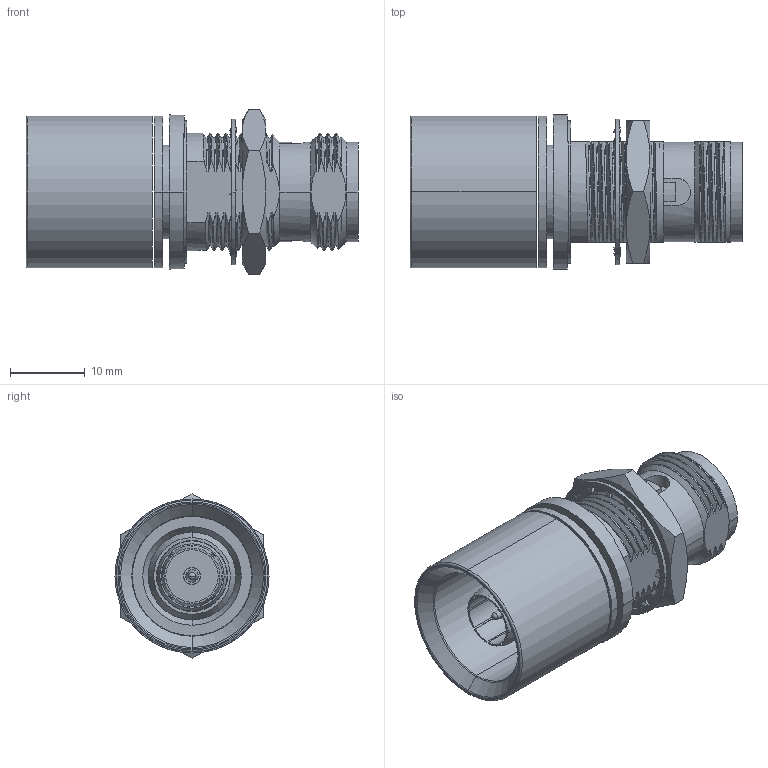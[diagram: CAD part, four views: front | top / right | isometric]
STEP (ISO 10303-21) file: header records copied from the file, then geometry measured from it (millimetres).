
FILE_DESCRIPTION((''),'2;1');
FILE_NAME('82-6296','2016-04-15T',('Rajagopal'),(''),'PRO/ENGINEER BY PARAMETRIC TECHNOLOGY CORPORATION, 2014440','PRO/ENGINEER BY PARAMETRIC TECHNOLOGY CORPORATION, 2014440','');
FILE_SCHEMA(('CONFIG_CONTROL_DESIGN'));
Length unit declared in the file: millimetre
Products named in the file (1): 82-6296
Bounding box: 44.45 x 20.62 x 22 mm (x, y, z)
Surface area: 7123.8 mm2 (no closed solid volume)
Topology: 0 solids, 14 shells, 382 faces, 1194 edges, 786 vertices
Faces by surface type: bspline 138, plane 100, cylinder 91, cone 43, torus 8, sphere 2
Entity records: 37125 total; most frequent: CARTESIAN_POINT 27537, ORIENTED_EDGE 2091, DIRECTION 1629, EDGE_CURVE 1190, VERTEX_POINT 786, VECTOR 551, LINE 551, AXIS2_PLACEMENT_3D 539
